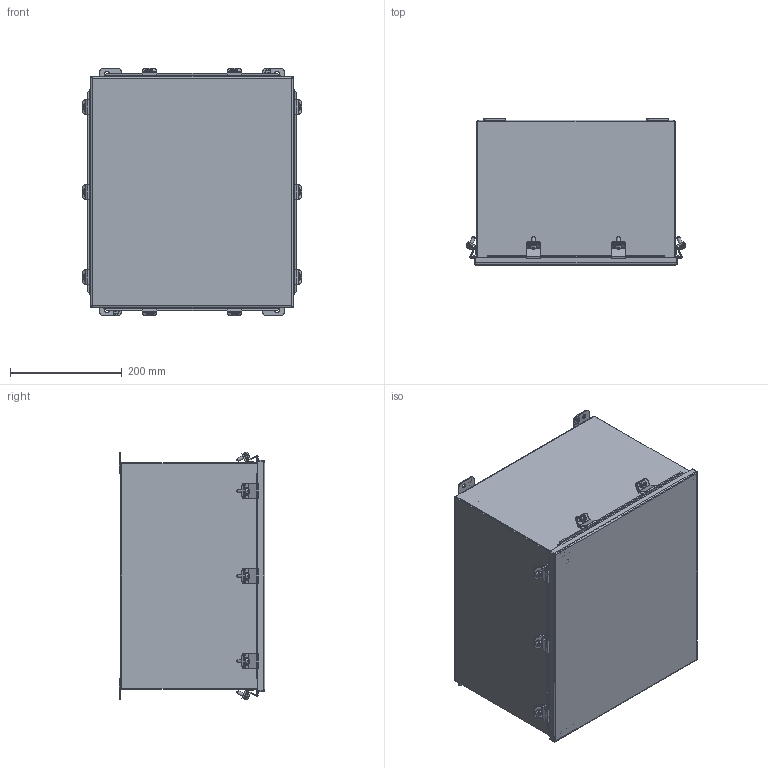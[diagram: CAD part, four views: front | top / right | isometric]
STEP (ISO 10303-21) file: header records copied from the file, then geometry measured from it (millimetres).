
FILE_DESCRIPTION (( 'STEP AP214' ), '1' );
FILE_NAME ('1414N4ALO10.STEP', '2019-09-17T10:40:02', ( '' ), ( '' ), 'SwSTEP 2.0', 'SolidWorks 2018', '' );
FILE_SCHEMA (( 'AUTOMOTIVE_DESIGN' ));
Length unit declared in the file: inch
Products named in the file (1): 1414N4ALO10
Bounding box: 393.43 x 261.26 x 444.5 mm (x, y, z)
Volume: 1829331.4 mm3; surface area: 1822163.1 mm2
Topology: 44 solids, 45 shells, 1213 faces, 3118 edges, 2010 vertices
Faces by surface type: plane 829, cylinder 276, cone 64, bspline 44
Full cylindrical faces by diameter (mm): 4.039 x6, 5.41 x10, 6.35 x10, 6.731 x4, 7.937 x4, 8.382 x6, 9.525 x6, 12.192 x10
Entity records: 56525 total; most frequent: CARTESIAN_POINT 12318, ORIENTED_EDGE 5984, DIRECTION 5608, EDGE_CURVE 2992, VECTOR 2112, LINE 2112, VERTEX_POINT 1984, AXIS2_PLACEMENT_3D 1748
